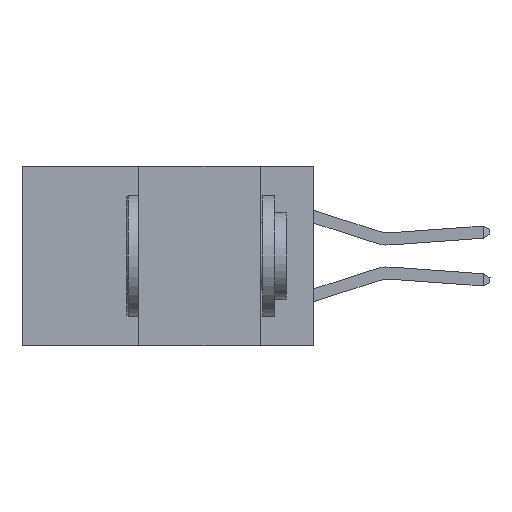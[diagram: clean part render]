
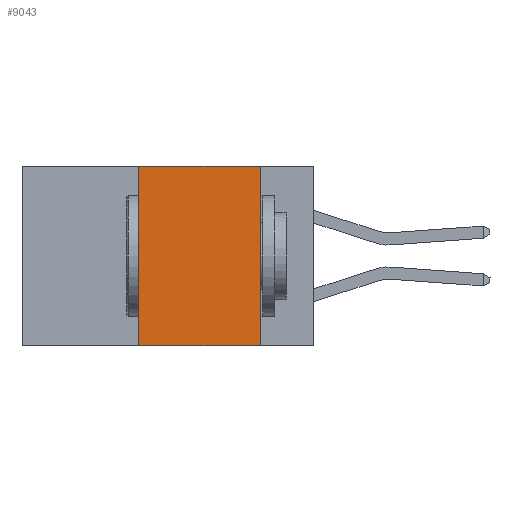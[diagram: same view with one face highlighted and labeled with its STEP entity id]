
A CAD part, left-side view. The second image highlights one B-rep face of the part: STEP entity #9043.
In plain terms, the highlighted planar face has unit normal (-1, 0, 0).
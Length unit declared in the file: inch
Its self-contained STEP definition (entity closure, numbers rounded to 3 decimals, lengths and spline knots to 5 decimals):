
#869 = CARTESIAN_POINT ( 'NONE',  ( 0., 0.6, 0. ) ) ;
#1041 = EDGE_CURVE ( 'NONE', #16732, #8717, #7677, .T. ) ;
#1573 = VECTOR ( 'NONE', #9987, 39.37008 ) ;
#1744 = LINE ( 'NONE', #4231, #22686 ) ;
#2032 = CARTESIAN_POINT ( 'NONE',  ( 0., 0.36, 0. ) ) ;
#2106 = CARTESIAN_POINT ( 'NONE',  ( 0., 0.11, 0. ) ) ;
#2950 = EDGE_CURVE ( 'NONE', #8717, #17843, #1744, .T. ) ;
#3592 = VECTOR ( 'NONE', #9739, 39.37008 ) ;
#4231 = CARTESIAN_POINT ( 'NONE',  ( 0., 0.6, 0. ) ) ;
#6291 = CARTESIAN_POINT ( 'NONE',  ( 0., 0.36, -0.37 ) ) ;
#6762 = ORIENTED_EDGE ( 'NONE', *, *, #2950, .F. ) ;
#7152 = CARTESIAN_POINT ( 'NONE',  ( 0., 0.11, -0.37 ) ) ;
#7493 = EDGE_CURVE ( 'NONE', #16732, #8177, #10371, .T. ) ;
#7677 = LINE ( 'NONE', #9894, #1573 ) ;
#8177 = VERTEX_POINT ( 'NONE', #7152 ) ;
#8192 = DIRECTION ( 'NONE',  ( 0., -1., 0. ) ) ;
#8717 = VERTEX_POINT ( 'NONE', #2032 ) ;
#9043 = ADVANCED_FACE ( 'NONE', ( #21104 ), #23149, .F. ) ;
#9739 = DIRECTION ( 'NONE',  ( 0., 0., -1. ) ) ;
#9894 = CARTESIAN_POINT ( 'NONE',  ( 0., 0.36, 0. ) ) ;
#9987 = DIRECTION ( 'NONE',  ( 0., 0., 1. ) ) ;
#10371 = LINE ( 'NONE', #19663, #19964 ) ;
#10548 = DIRECTION ( 'NONE',  ( 0., -1., 0. ) ) ;
#14281 = AXIS2_PLACEMENT_3D ( 'NONE', #869, #15818, #23068 ) ;
#15818 = DIRECTION ( 'NONE',  ( 1., 0., 0. ) ) ;
#16732 = VERTEX_POINT ( 'NONE', #6291 ) ;
#17070 = CARTESIAN_POINT ( 'NONE',  ( 0., 0.11, 0. ) ) ;
#17281 = EDGE_LOOP ( 'NONE', ( #17618, #6762, #22628, #21723 ) ) ;
#17618 = ORIENTED_EDGE ( 'NONE', *, *, #22327, .F. ) ;
#17843 = VERTEX_POINT ( 'NONE', #2106 ) ;
#19663 = CARTESIAN_POINT ( 'NONE',  ( 0., 0.6, -0.37 ) ) ;
#19964 = VECTOR ( 'NONE', #10548, 39.37008 ) ;
#21104 = FACE_OUTER_BOUND ( 'NONE', #17281, .T. ) ;
#21619 = LINE ( 'NONE', #17070, #3592 ) ;
#21723 = ORIENTED_EDGE ( 'NONE', *, *, #7493, .T. ) ;
#22327 = EDGE_CURVE ( 'NONE', #17843, #8177, #21619, .T. ) ;
#22628 = ORIENTED_EDGE ( 'NONE', *, *, #1041, .F. ) ;
#22686 = VECTOR ( 'NONE', #8192, 39.37008 ) ;
#23068 = DIRECTION ( 'NONE',  ( 0., 0., -1. ) ) ;
#23149 = PLANE ( 'NONE',  #14281 ) ;
